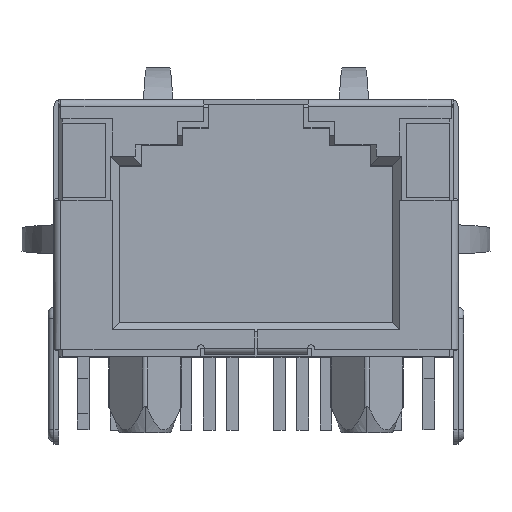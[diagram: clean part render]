
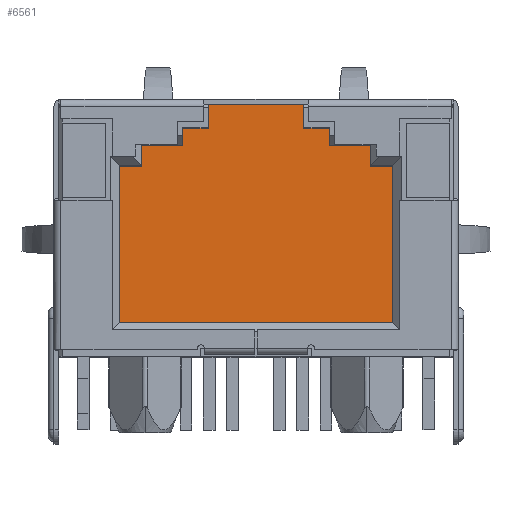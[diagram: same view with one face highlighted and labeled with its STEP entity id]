
A CAD part, top view. The second image highlights one B-rep face of the part: STEP entity #6561.
In plain terms, the highlighted planar face has unit normal (0, 0, 1).
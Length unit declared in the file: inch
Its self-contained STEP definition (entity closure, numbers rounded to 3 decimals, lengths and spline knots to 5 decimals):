
#1 = LINE ( 'NONE', #14233, #7097 ) ;
#142 = CARTESIAN_POINT ( 'NONE',  ( 0.12601, 0.17149, -0.40157 ) ) ;
#223 = VERTEX_POINT ( 'NONE', #8666 ) ;
#470 = ORIENTED_EDGE ( 'NONE', *, *, #6476, .F. ) ;
#549 = VECTOR ( 'NONE', #2169, 39.37008 ) ;
#584 = VECTOR ( 'NONE', #8013, 39.37008 ) ;
#609 = VECTOR ( 'NONE', #14490, 39.37008 ) ;
#716 = CARTESIAN_POINT ( 'NONE',  ( 0.08177, 0.17149, -0.40157 ) ) ;
#802 = EDGE_CURVE ( 'NONE', #16580, #11843, #1, .T. ) ;
#1015 = CARTESIAN_POINT ( 'NONE',  ( 0.19627, 0.10661, -0.40157 ) ) ;
#1038 = VERTEX_POINT ( 'NONE', #13074 ) ;
#1056 = VERTEX_POINT ( 'NONE', #16143 ) ;
#1132 = VERTEX_POINT ( 'NONE', #10533 ) ;
#1500 = VECTOR ( 'NONE', #6280, 39.37008 ) ;
#1916 = DIRECTION ( 'NONE',  ( 1., 0., 0. ) ) ;
#2169 = DIRECTION ( 'NONE',  ( 0., 1., 0. ) ) ;
#2176 = CARTESIAN_POINT ( 'NONE',  ( 0.23424, -0.16163, -0.40157 ) ) ;
#2189 = LINE ( 'NONE', #7313, #4483 ) ;
#2308 = CARTESIAN_POINT ( 'NONE',  ( -0.19627, 0.14172, -0.40157 ) ) ;
#2353 = VECTOR ( 'NONE', #4549, 39.37008 ) ;
#2368 = LINE ( 'NONE', #13665, #12158 ) ;
#2524 = LINE ( 'NONE', #5343, #16272 ) ;
#2535 = EDGE_CURVE ( 'NONE', #13551, #16735, #14741, .T. ) ;
#2549 = ORIENTED_EDGE ( 'NONE', *, *, #802, .F. ) ;
#2742 = LINE ( 'NONE', #10794, #3154 ) ;
#2764 = CARTESIAN_POINT ( 'NONE',  ( 0.12601, 0.14172, -0.40157 ) ) ;
#2911 = ORIENTED_EDGE ( 'NONE', *, *, #7778, .T. ) ;
#3077 = DIRECTION ( 'NONE',  ( -1., 0., 0. ) ) ;
#3151 = VECTOR ( 'NONE', #9267, 39.37008 ) ;
#3154 = VECTOR ( 'NONE', #4329, 39.37008 ) ;
#3405 = LINE ( 'NONE', #13222, #4232 ) ;
#3634 = CARTESIAN_POINT ( 'NONE',  ( 0., -0.16163, -0.40157 ) ) ;
#3677 = DIRECTION ( 'NONE',  ( 1., 0., 0. ) ) ;
#4045 = CARTESIAN_POINT ( 'NONE',  ( 0.23424, 0.10661, -0.40157 ) ) ;
#4076 = CARTESIAN_POINT ( 'NONE',  ( 0.23424, 0.10661, -0.40157 ) ) ;
#4122 = LINE ( 'NONE', #15776, #609 ) ;
#4232 = VECTOR ( 'NONE', #7984, 39.37008 ) ;
#4329 = DIRECTION ( 'NONE',  ( -1., 0., 0. ) ) ;
#4414 = ORIENTED_EDGE ( 'NONE', *, *, #11367, .T. ) ;
#4483 = VECTOR ( 'NONE', #9148, 39.37008 ) ;
#4487 = EDGE_CURVE ( 'NONE', #1038, #17065, #5976, .T. ) ;
#4549 = DIRECTION ( 'NONE',  ( -1., 0., 0. ) ) ;
#4915 = VERTEX_POINT ( 'NONE', #6949 ) ;
#4963 = VERTEX_POINT ( 'NONE', #12546 ) ;
#5112 = ORIENTED_EDGE ( 'NONE', *, *, #13840, .F. ) ;
#5342 = VERTEX_POINT ( 'NONE', #16396 ) ;
#5343 = CARTESIAN_POINT ( 'NONE',  ( -0.23424, 0.10661, -0.40157 ) ) ;
#5488 = EDGE_CURVE ( 'NONE', #5748, #5342, #2189, .T. ) ;
#5621 = ORIENTED_EDGE ( 'NONE', *, *, #4487, .F. ) ;
#5715 = DIRECTION ( 'NONE',  ( 0., 0., 1. ) ) ;
#5748 = VERTEX_POINT ( 'NONE', #2764 ) ;
#5861 = ORIENTED_EDGE ( 'NONE', *, *, #14926, .T. ) ;
#5976 = LINE ( 'NONE', #12793, #549 ) ;
#6238 = EDGE_CURVE ( 'NONE', #13944, #1056, #3405, .T. ) ;
#6280 = DIRECTION ( 'NONE',  ( 0., 1., 0. ) ) ;
#6362 = VECTOR ( 'NONE', #6953, 39.37008 ) ;
#6476 = EDGE_CURVE ( 'NONE', #17065, #223, #2368, .T. ) ;
#6561 = ADVANCED_FACE ( 'NONE', ( #15087 ), #15025, .T. ) ;
#6685 = LINE ( 'NONE', #716, #16902 ) ;
#6697 = LINE ( 'NONE', #142, #3151 ) ;
#6760 = ORIENTED_EDGE ( 'NONE', *, *, #15509, .T. ) ;
#6825 = VECTOR ( 'NONE', #12964, 39.37008 ) ;
#6949 = CARTESIAN_POINT ( 'NONE',  ( -0.19627, 0.14172, -0.40157 ) ) ;
#6953 = DIRECTION ( 'NONE',  ( 1., 0., 0. ) ) ;
#7097 = VECTOR ( 'NONE', #14171, 39.37008 ) ;
#7313 = CARTESIAN_POINT ( 'NONE',  ( 0.12601, 0.14172, -0.40157 ) ) ;
#7367 = ORIENTED_EDGE ( 'NONE', *, *, #12731, .F. ) ;
#7778 = EDGE_CURVE ( 'NONE', #12985, #223, #6685, .T. ) ;
#7814 = CARTESIAN_POINT ( 'NONE',  ( 0.08177, 0.17149, -0.40157 ) ) ;
#7901 = CARTESIAN_POINT ( 'NONE',  ( -0.23424, -0.16163, -0.40157 ) ) ;
#7984 = DIRECTION ( 'NONE',  ( 0., 1., 0. ) ) ;
#8013 = DIRECTION ( 'NONE',  ( -1., 0., 0. ) ) ;
#8405 = EDGE_CURVE ( 'NONE', #11484, #13551, #16723, .T. ) ;
#8666 = CARTESIAN_POINT ( 'NONE',  ( 0.08177, 0.21213, -0.40157 ) ) ;
#8700 = CARTESIAN_POINT ( 'NONE',  ( 0.19627, 0.10661, -0.40157 ) ) ;
#8743 = ORIENTED_EDGE ( 'NONE', *, *, #13267, .F. ) ;
#8829 = AXIS2_PLACEMENT_3D ( 'NONE', #12399, #5715, #3077 ) ;
#9148 = DIRECTION ( 'NONE',  ( 0., 1., 0. ) ) ;
#9256 = CARTESIAN_POINT ( 'NONE',  ( 0.23424, -0.16163, -0.40157 ) ) ;
#9267 = DIRECTION ( 'NONE',  ( -1., 0., 0. ) ) ;
#9459 = LINE ( 'NONE', #2308, #11123 ) ;
#9644 = LINE ( 'NONE', #3634, #2353 ) ;
#9883 = LINE ( 'NONE', #14916, #6362 ) ;
#9960 = EDGE_CURVE ( 'NONE', #4963, #4915, #4122, .T. ) ;
#10020 = CARTESIAN_POINT ( 'NONE',  ( -0.12601, 0.17149, -0.40157 ) ) ;
#10533 = CARTESIAN_POINT ( 'NONE',  ( 0.19627, 0.14172, -0.40157 ) ) ;
#10759 = ORIENTED_EDGE ( 'NONE', *, *, #8405, .T. ) ;
#10794 = CARTESIAN_POINT ( 'NONE',  ( 0.19627, 0.14172, -0.40157 ) ) ;
#11054 = ORIENTED_EDGE ( 'NONE', *, *, #5488, .T. ) ;
#11123 = VECTOR ( 'NONE', #3677, 39.37008 ) ;
#11342 = DIRECTION ( 'NONE',  ( 0., 1., 0. ) ) ;
#11367 = EDGE_CURVE ( 'NONE', #16735, #1132, #11782, .T. ) ;
#11484 = VERTEX_POINT ( 'NONE', #9256 ) ;
#11782 = LINE ( 'NONE', #1015, #6825 ) ;
#11843 = VERTEX_POINT ( 'NONE', #10020 ) ;
#11980 = ORIENTED_EDGE ( 'NONE', *, *, #15842, .F. ) ;
#12158 = VECTOR ( 'NONE', #1916, 39.37008 ) ;
#12399 = CARTESIAN_POINT ( 'NONE',  ( 0., 0., -0.40157 ) ) ;
#12546 = CARTESIAN_POINT ( 'NONE',  ( -0.19627, 0.10661, -0.40157 ) ) ;
#12731 = EDGE_CURVE ( 'NONE', #11843, #1038, #9883, .T. ) ;
#12793 = CARTESIAN_POINT ( 'NONE',  ( -0.08177, 0.17149, -0.40157 ) ) ;
#12964 = DIRECTION ( 'NONE',  ( 0., 1., 0. ) ) ;
#12985 = VERTEX_POINT ( 'NONE', #7814 ) ;
#13074 = CARTESIAN_POINT ( 'NONE',  ( -0.08177, 0.17149, -0.40157 ) ) ;
#13222 = CARTESIAN_POINT ( 'NONE',  ( -0.23424, -0.16163, -0.40157 ) ) ;
#13267 = EDGE_CURVE ( 'NONE', #11484, #13944, #9644, .T. ) ;
#13494 = ORIENTED_EDGE ( 'NONE', *, *, #6238, .F. ) ;
#13551 = VERTEX_POINT ( 'NONE', #4045 ) ;
#13665 = CARTESIAN_POINT ( 'NONE',  ( 1.02481, 0.21213, -0.40157 ) ) ;
#13759 = CARTESIAN_POINT ( 'NONE',  ( -0.12601, 0.14172, -0.40157 ) ) ;
#13840 = EDGE_CURVE ( 'NONE', #4915, #16580, #9459, .T. ) ;
#13944 = VERTEX_POINT ( 'NONE', #7901 ) ;
#14171 = DIRECTION ( 'NONE',  ( 0., 1., 0. ) ) ;
#14233 = CARTESIAN_POINT ( 'NONE',  ( -0.12601, 0.14172, -0.40157 ) ) ;
#14238 = ORIENTED_EDGE ( 'NONE', *, *, #2535, .T. ) ;
#14490 = DIRECTION ( 'NONE',  ( 0., 1., 0. ) ) ;
#14741 = LINE ( 'NONE', #4076, #584 ) ;
#14865 = CARTESIAN_POINT ( 'NONE',  ( -0.08177, 0.21213, -0.40157 ) ) ;
#14916 = CARTESIAN_POINT ( 'NONE',  ( -0.12601, 0.17149, -0.40157 ) ) ;
#14926 = EDGE_CURVE ( 'NONE', #5342, #12985, #6697, .T. ) ;
#15025 = PLANE ( 'NONE',  #8829 ) ;
#15087 = FACE_OUTER_BOUND ( 'NONE', #16297, .T. ) ;
#15509 = EDGE_CURVE ( 'NONE', #1132, #5748, #2742, .T. ) ;
#15511 = ORIENTED_EDGE ( 'NONE', *, *, #9960, .F. ) ;
#15776 = CARTESIAN_POINT ( 'NONE',  ( -0.19627, 0.10661, -0.40157 ) ) ;
#15842 = EDGE_CURVE ( 'NONE', #1056, #4963, #2524, .T. ) ;
#16143 = CARTESIAN_POINT ( 'NONE',  ( -0.23424, 0.10661, -0.40157 ) ) ;
#16272 = VECTOR ( 'NONE', #17195, 39.37008 ) ;
#16297 = EDGE_LOOP ( 'NONE', ( #470, #5621, #7367, #2549, #5112, #15511, #11980, #13494, #8743, #10759, #14238, #4414, #6760, #11054, #5861, #2911 ) ) ;
#16396 = CARTESIAN_POINT ( 'NONE',  ( 0.12601, 0.17149, -0.40157 ) ) ;
#16580 = VERTEX_POINT ( 'NONE', #13759 ) ;
#16723 = LINE ( 'NONE', #2176, #1500 ) ;
#16735 = VERTEX_POINT ( 'NONE', #8700 ) ;
#16902 = VECTOR ( 'NONE', #11342, 39.37008 ) ;
#17065 = VERTEX_POINT ( 'NONE', #14865 ) ;
#17195 = DIRECTION ( 'NONE',  ( 1., 0., 0. ) ) ;
